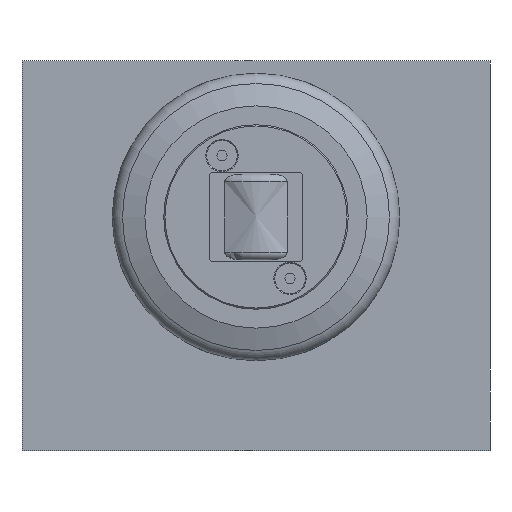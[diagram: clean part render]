
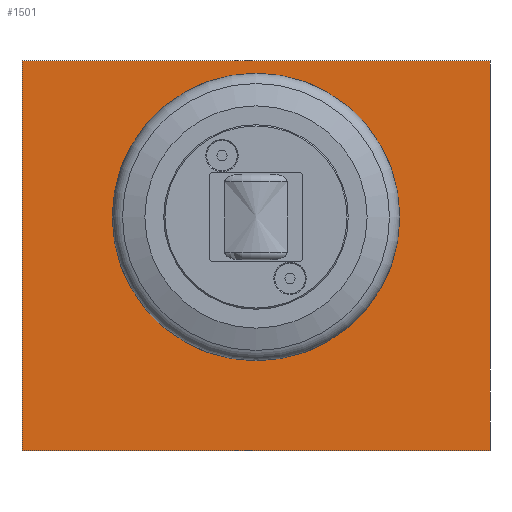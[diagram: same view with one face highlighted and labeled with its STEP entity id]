
A CAD part, front view. The second image highlights one B-rep face of the part: STEP entity #1501.
In plain terms, the highlighted planar face has unit normal (0, -1, 0).
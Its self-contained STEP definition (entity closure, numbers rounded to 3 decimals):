
#62=FACE_BOUND('',#287,.T.);
#110=CIRCLE('',#1617,23.5);
#200=FACE_OUTER_BOUND('',#286,.T.);
#286=EDGE_LOOP('',(#1179,#1180,#1181,#1182));
#287=EDGE_LOOP('',(#1183));
#425=LINE('',#2485,#555);
#426=LINE('',#2487,#556);
#427=LINE('',#2489,#557);
#428=LINE('',#2490,#558);
#555=VECTOR('',#1961,10.);
#556=VECTOR('',#1962,10.);
#557=VECTOR('',#1963,10.);
#558=VECTOR('',#1964,10.);
#659=VERTEX_POINT('',#2390);
#690=VERTEX_POINT('',#2483);
#691=VERTEX_POINT('',#2484);
#692=VERTEX_POINT('',#2486);
#693=VERTEX_POINT('',#2488);
#832=EDGE_CURVE('',#659,#659,#110,.T.);
#877=EDGE_CURVE('',#690,#691,#425,.T.);
#878=EDGE_CURVE('',#692,#691,#426,.T.);
#879=EDGE_CURVE('',#693,#692,#427,.T.);
#880=EDGE_CURVE('',#693,#690,#428,.T.);
#1179=ORIENTED_EDGE('',*,*,#877,.T.);
#1180=ORIENTED_EDGE('',*,*,#878,.F.);
#1181=ORIENTED_EDGE('',*,*,#879,.F.);
#1182=ORIENTED_EDGE('',*,*,#880,.T.);
#1183=ORIENTED_EDGE('',*,*,#832,.T.);
#1440=PLANE('',#1639);
#1501=ADVANCED_FACE('',(#200,#62),#1440,.T.);
#1617=AXIS2_PLACEMENT_3D('',#2392,#1877,#1878);
#1639=AXIS2_PLACEMENT_3D('',#2482,#1959,#1960);
#1877=DIRECTION('center_axis',(0.,1.,0.));
#1878=DIRECTION('ref_axis',(0.,0.,1.));
#1959=DIRECTION('center_axis',(0.,-1.,0.));
#1960=DIRECTION('ref_axis',(0.,0.,-1.));
#1961=DIRECTION('',(0.,0.,1.));
#1962=DIRECTION('',(1.,0.,0.));
#1963=DIRECTION('',(0.,0.,1.));
#1964=DIRECTION('',(1.,0.,0.));
#2390=CARTESIAN_POINT('',(60.,0.,36.5));
#2392=CARTESIAN_POINT('Origin',(60.,0.,60.));
#2482=CARTESIAN_POINT('Origin',(0.,0.,0.));
#2483=CARTESIAN_POINT('',(120.,0.,0.));
#2484=CARTESIAN_POINT('',(120.,0.,100.));
#2485=CARTESIAN_POINT('',(120.,0.,0.));
#2486=CARTESIAN_POINT('',(0.,0.,100.));
#2487=CARTESIAN_POINT('',(0.,0.,100.));
#2488=CARTESIAN_POINT('',(0.,0.,0.));
#2489=CARTESIAN_POINT('',(0.,0.,0.));
#2490=CARTESIAN_POINT('',(0.,0.,0.));
